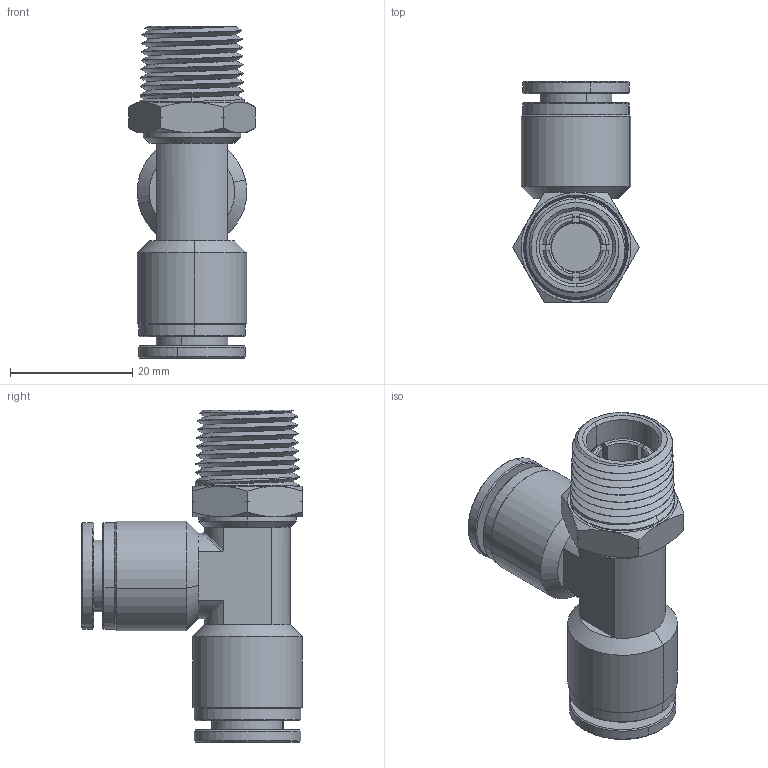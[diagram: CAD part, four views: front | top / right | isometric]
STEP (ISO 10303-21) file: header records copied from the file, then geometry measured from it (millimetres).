
FILE_DESCRIPTION (( 'STEP AP214' ), '1' );
FILE_NAME ('RTS3-8N3-8W.STEP', '2018-07-26T16:50:00', ( '' ), ( '' ), 'SwSTEP 2.0', 'SolidWorks 2016', '' );
FILE_SCHEMA (( 'AUTOMOTIVE_DESIGN' ));
Length unit declared in the file: millimetre
Products named in the file (1): RTS3-8N3-8W
Bounding box: 20.78 x 36.22 x 54.42 mm (x, y, z)
Volume: 9406.2 mm3; surface area: 15077.6 mm2
Topology: 12 solids, 12 shells, 909 faces, 2490 edges, 1622 vertices
Faces by surface type: plane 325, cone 312, cylinder 154, bspline 114, torus 4
Entity records: 45286 total; most frequent: CARTESIAN_POINT 13764, ORIENTED_EDGE 4980, DIRECTION 3878, EDGE_CURVE 2490, VERTEX_POINT 1622, AXIS2_PLACEMENT_3D 1573, EDGE_LOOP 950, B_SPLINE_CURVE_WITH_KNOTS 948
